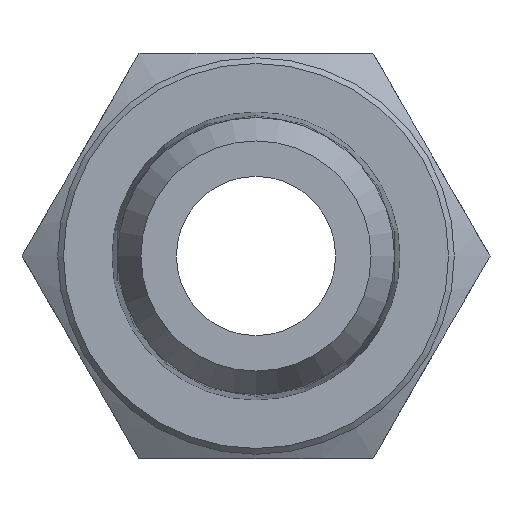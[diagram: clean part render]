
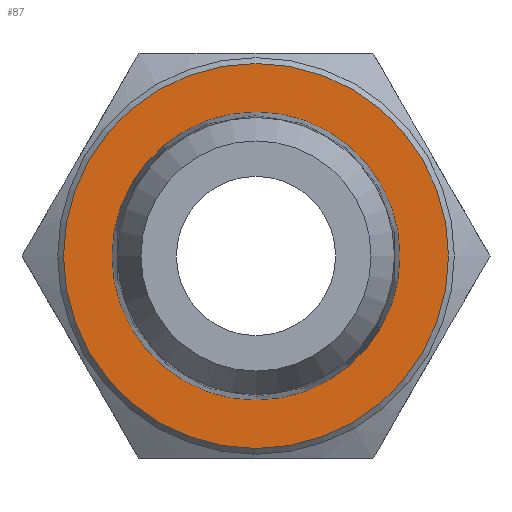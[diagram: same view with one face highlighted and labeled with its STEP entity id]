
A CAD part, front view. The second image highlights one B-rep face of the part: STEP entity #87.
In plain terms, the highlighted planar face has unit normal (0, -1, 0).
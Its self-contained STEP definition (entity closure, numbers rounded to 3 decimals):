
#87 = ADVANCED_FACE( 'NONE', ( #127, #128 ), #129, .T. );
#127 = FACE_OUTER_BOUND( '', #184, .T. );
#128 = FACE_BOUND( '', #185, .T. );
#129 = PLANE( '', #186 );
#184 = EDGE_LOOP( '', ( #294 ) );
#185 = EDGE_LOOP( '', ( #295 ) );
#186 = AXIS2_PLACEMENT_3D( '', #296, #297, #298 );
#294 = ORIENTED_EDGE( '', *, *, #377, .T. );
#295 = ORIENTED_EDGE( '', *, *, #375, .F. );
#296 = CARTESIAN_POINT( '', ( 6.65, 7.5, 0. ) );
#297 = DIRECTION( '', ( 0., -1., 0. ) );
#298 = DIRECTION( '', ( 0., 0., -1. ) );
#375 = EDGE_CURVE( 'NONE', #434, #434, #435, .T. );
#377 = EDGE_CURVE( 'NONE', #438, #438, #439, .T. );
#434 = VERTEX_POINT( '', #602 );
#435 = CIRCLE( '', #603, 4.973 );
#438 = VERTEX_POINT( '', #606 );
#439 = CIRCLE( '', #607, 6.65 );
#602 = CARTESIAN_POINT( '', ( 0., 7.5, -4.973 ) );
#603 = AXIS2_PLACEMENT_3D( '', #643, #644, #645 );
#606 = CARTESIAN_POINT( '', ( 0., 7.5, -6.65 ) );
#607 = AXIS2_PLACEMENT_3D( '', #649, #650, #651 );
#643 = CARTESIAN_POINT( '', ( 0., 7.5, 0. ) );
#644 = DIRECTION( '', ( 0., -1., 0. ) );
#645 = DIRECTION( '', ( 0., 0., -1. ) );
#649 = CARTESIAN_POINT( '', ( 0., 7.5, 0. ) );
#650 = DIRECTION( '', ( 0., -1., 0. ) );
#651 = DIRECTION( '', ( 0., 0., -1. ) );
